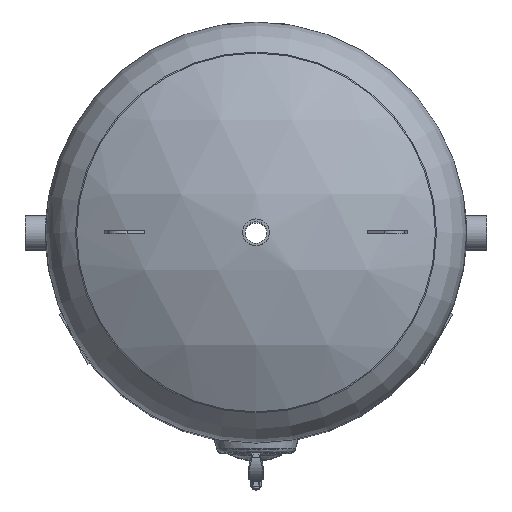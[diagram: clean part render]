
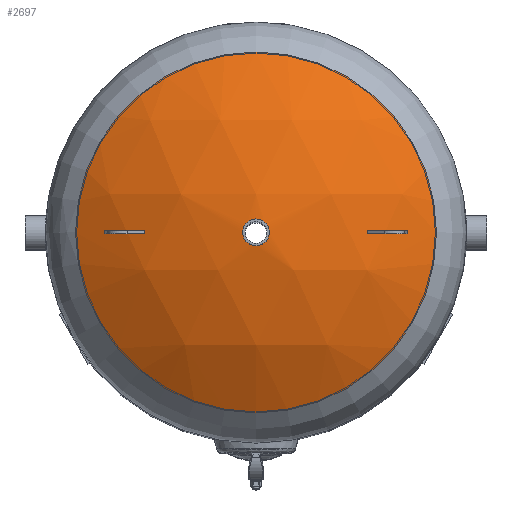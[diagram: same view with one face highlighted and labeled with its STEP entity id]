
A CAD part, top view. The second image highlights one B-rep face of the part: STEP entity #2697.
In plain terms, the highlighted spherical face has radius 880 mm.
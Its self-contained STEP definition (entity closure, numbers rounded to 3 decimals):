
#671=SPHERICAL_SURFACE('',#2933,880.);
#728=FACE_BOUND('',#1044,.T.);
#823=FACE_OUTER_BOUND('',#1043,.T.);
#1043=EDGE_LOOP('',(#2106));
#1044=EDGE_LOOP('',(#2107));
#1215=CIRCLE('',#2926,35.);
#1219=CIRCLE('',#2934,471.331);
#1356=VERTEX_POINT('',#5224);
#1360=VERTEX_POINT('',#5236);
#1639=EDGE_CURVE('',#1356,#1356,#1215,.T.);
#1643=EDGE_CURVE('',#1360,#1360,#1219,.T.);
#2106=ORIENTED_EDGE('',*,*,#1643,.F.);
#2107=ORIENTED_EDGE('',*,*,#1639,.T.);
#2697=ADVANCED_FACE('',(#823,#728),#671,.T.);
#2926=AXIS2_PLACEMENT_3D('',#5225,#3381,#3382);
#2933=AXIS2_PLACEMENT_3D('',#5235,#3395,#3396);
#2934=AXIS2_PLACEMENT_3D('',#5237,#3397,#3398);
#3381=DIRECTION('center_axis',(0.,-1.,0.));
#3382=DIRECTION('ref_axis',(-1.,0.,0.));
#3395=DIRECTION('center_axis',(0.,0.,1.));
#3396=DIRECTION('ref_axis',(1.,0.,0.));
#3397=DIRECTION('center_axis',(0.,-1.,0.));
#3398=DIRECTION('ref_axis',(1.,0.,0.));
#5224=CARTESIAN_POINT('',(35.,299.304,0.));
#5225=CARTESIAN_POINT('Origin',(0.,299.304,0.));
#5235=CARTESIAN_POINT('Origin',(0.,-580.,0.));
#5236=CARTESIAN_POINT('',(471.331,163.133,0.));
#5237=CARTESIAN_POINT('Origin',(0.,163.133,0.));
